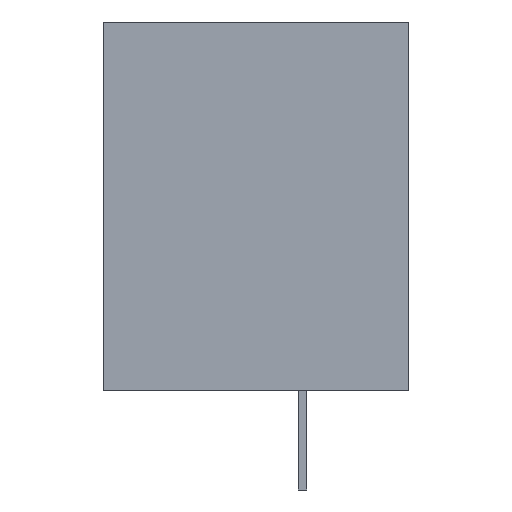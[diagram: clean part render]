
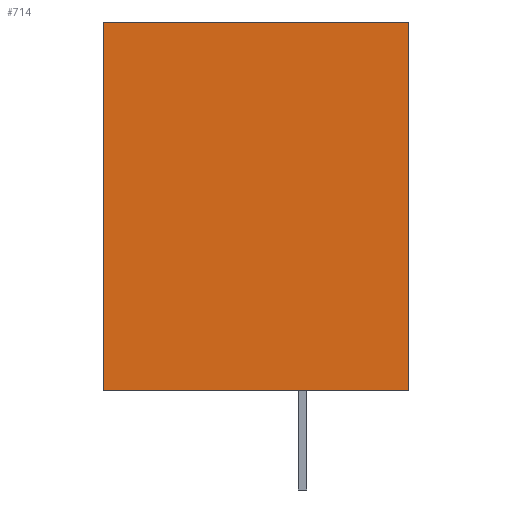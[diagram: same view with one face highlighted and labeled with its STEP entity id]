
A CAD part, front view. The second image highlights one B-rep face of the part: STEP entity #714.
In plain terms, the highlighted planar face has unit normal (0, -1, 0).
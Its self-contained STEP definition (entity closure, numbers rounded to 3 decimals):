
#32=FACE_OUTER_BOUND('',#78,.T.);
#78=EDGE_LOOP('',(#495,#496,#497,#498));
#123=LINE('',#1030,#219);
#136=LINE('',#1054,#232);
#137=LINE('',#1057,#233);
#138=LINE('',#1058,#234);
#219=VECTOR('',#837,10.);
#232=VECTOR('',#856,10.);
#233=VECTOR('',#859,10.);
#234=VECTOR('',#860,10.);
#315=VERTEX_POINT('',#1028);
#316=VERTEX_POINT('',#1029);
#324=VERTEX_POINT('',#1052);
#325=VERTEX_POINT('',#1056);
#379=EDGE_CURVE('',#315,#316,#123,.T.);
#392=EDGE_CURVE('',#315,#324,#136,.T.);
#393=EDGE_CURVE('',#325,#324,#137,.T.);
#394=EDGE_CURVE('',#316,#325,#138,.T.);
#495=ORIENTED_EDGE('',*,*,#392,.T.);
#496=ORIENTED_EDGE('',*,*,#393,.F.);
#497=ORIENTED_EDGE('',*,*,#394,.F.);
#498=ORIENTED_EDGE('',*,*,#379,.F.);
#668=PLANE('',#786);
#714=ADVANCED_FACE('',(#32),#668,.T.);
#786=AXIS2_PLACEMENT_3D('',#1055,#857,#858);
#837=DIRECTION('',(-1.,0.,0.));
#856=DIRECTION('',(0.,0.,1.));
#857=DIRECTION('center_axis',(0.,-1.,0.));
#858=DIRECTION('ref_axis',(1.,0.,0.));
#859=DIRECTION('',(1.,0.,0.));
#860=DIRECTION('',(0.,0.,1.));
#1028=CARTESIAN_POINT('',(3.2,-19.815,0.));
#1029=CARTESIAN_POINT('',(-6.,-19.815,0.));
#1030=CARTESIAN_POINT('',(-6.,-19.815,0.));
#1052=CARTESIAN_POINT('',(3.2,-19.815,11.1));
#1054=CARTESIAN_POINT('',(3.2,-19.815,0.5));
#1055=CARTESIAN_POINT('Origin',(-6.,-19.815,0.5));
#1056=CARTESIAN_POINT('',(-6.,-19.815,11.1));
#1057=CARTESIAN_POINT('',(-6.,-19.815,11.1));
#1058=CARTESIAN_POINT('',(-6.,-19.815,0.5));
